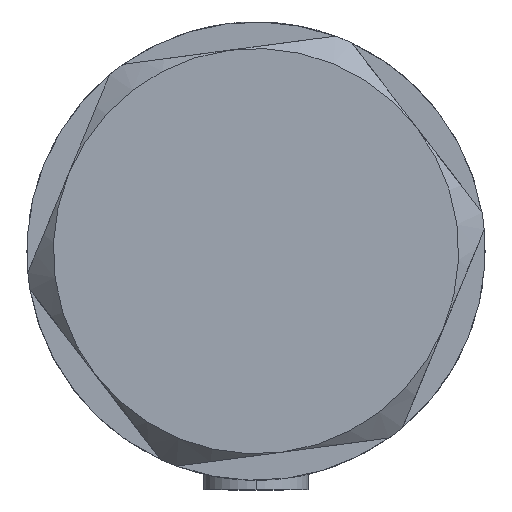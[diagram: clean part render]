
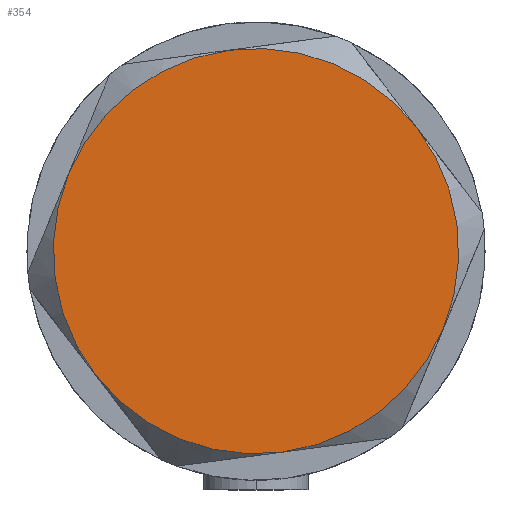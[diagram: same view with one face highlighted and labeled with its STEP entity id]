
A CAD part, left-side view. The second image highlights one B-rep face of the part: STEP entity #354.
In plain terms, the highlighted face is planar.
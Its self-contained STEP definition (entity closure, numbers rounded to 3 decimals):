
#192 = DIRECTION ( 'NONE',  ( 0., 0., 1. ) ) ;
#233 = DIRECTION ( 'NONE',  ( 0., 0., 1. ) ) ;
#354 = ADVANCED_FACE ( 'NONE', ( #1098 ), #4328, .T. ) ;
#477 = ORIENTED_EDGE ( 'NONE', *, *, #3294, .T. ) ;
#571 = VERTEX_POINT ( 'NONE', #4426 ) ;
#607 = EDGE_CURVE ( 'NONE', #3529, #4446, #1039, .T. ) ;
#651 = CARTESIAN_POINT ( 'NONE',  ( 0., 0., 9. ) ) ;
#865 = ORIENTED_EDGE ( 'NONE', *, *, #1945, .T. ) ;
#871 = DIRECTION ( 'NONE',  ( 0., 0., 1. ) ) ;
#951 = EDGE_CURVE ( 'NONE', #4446, #2517, #3701, .T. ) ;
#1007 = DIRECTION ( 'NONE',  ( 1., 0., 0. ) ) ;
#1039 = CIRCLE ( 'NONE', #4627, 23. ) ;
#1098 = FACE_OUTER_BOUND ( 'NONE', #1452, .T. ) ;
#1264 = DIRECTION ( 'NONE',  ( 1., 0., 0. ) ) ;
#1288 = CARTESIAN_POINT ( 'NONE',  ( 0., 0., 9. ) ) ;
#1386 = AXIS2_PLACEMENT_3D ( 'NONE', #4445, #871, #4822 ) ;
#1448 = ORIENTED_EDGE ( 'NONE', *, *, #607, .T. ) ;
#1452 = EDGE_LOOP ( 'NONE', ( #1448, #1463, #2166, #865, #477, #4415 ) ) ;
#1460 = CARTESIAN_POINT ( 'NONE',  ( -23., 0., 9. ) ) ;
#1463 = ORIENTED_EDGE ( 'NONE', *, *, #951, .T. ) ;
#1570 = VERTEX_POINT ( 'NONE', #1460 ) ;
#1654 = VERTEX_POINT ( 'NONE', #3350 ) ;
#1853 = EDGE_CURVE ( 'NONE', #2517, #1654, #3207, .T. ) ;
#1926 = DIRECTION ( 'NONE',  ( 1., 0., 0. ) ) ;
#1945 = EDGE_CURVE ( 'NONE', #1654, #1570, #4973, .T. ) ;
#1954 = AXIS2_PLACEMENT_3D ( 'NONE', #2501, #2409, #1264 ) ;
#2117 = CARTESIAN_POINT ( 'NONE',  ( 0., 0., 9. ) ) ;
#2166 = ORIENTED_EDGE ( 'NONE', *, *, #1853, .T. ) ;
#2221 = CIRCLE ( 'NONE', #3983, 23. ) ;
#2227 = AXIS2_PLACEMENT_3D ( 'NONE', #3806, #4925, #1007 ) ;
#2264 = DIRECTION ( 'NONE',  ( 0., 0., 1. ) ) ;
#2409 = DIRECTION ( 'NONE',  ( 0., 0., 1. ) ) ;
#2501 = CARTESIAN_POINT ( 'NONE',  ( 0., 0., 9. ) ) ;
#2517 = VERTEX_POINT ( 'NONE', #3895 ) ;
#2708 = AXIS2_PLACEMENT_3D ( 'NONE', #1288, #3605, #4397 ) ;
#3021 = DIRECTION ( 'NONE',  ( 1., 0., 0. ) ) ;
#3207 = CIRCLE ( 'NONE', #1386, 23. ) ;
#3294 = EDGE_CURVE ( 'NONE', #1570, #571, #2221, .T. ) ;
#3350 = CARTESIAN_POINT ( 'NONE',  ( -11.5, 19.919, 9. ) ) ;
#3362 = AXIS2_PLACEMENT_3D ( 'NONE', #3819, #2264, #1926 ) ;
#3481 = CIRCLE ( 'NONE', #2227, 23. ) ;
#3529 = VERTEX_POINT ( 'NONE', #4293 ) ;
#3605 = DIRECTION ( 'NONE',  ( 0., 0., 1. ) ) ;
#3701 = CIRCLE ( 'NONE', #1954, 23. ) ;
#3711 = CARTESIAN_POINT ( 'NONE',  ( 23., 0., 9. ) ) ;
#3806 = CARTESIAN_POINT ( 'NONE',  ( 0., 0., 9. ) ) ;
#3819 = CARTESIAN_POINT ( 'NONE',  ( 0., 0., 9. ) ) ;
#3895 = CARTESIAN_POINT ( 'NONE',  ( 11.5, 19.919, 9. ) ) ;
#3983 = AXIS2_PLACEMENT_3D ( 'NONE', #651, #233, #3021 ) ;
#4009 = EDGE_CURVE ( 'NONE', #571, #3529, #3481, .T. ) ;
#4293 = CARTESIAN_POINT ( 'NONE',  ( 11.5, -19.919, 9. ) ) ;
#4328 = PLANE ( 'NONE',  #3362 ) ;
#4397 = DIRECTION ( 'NONE',  ( 1., 0., 0. ) ) ;
#4415 = ORIENTED_EDGE ( 'NONE', *, *, #4009, .T. ) ;
#4426 = CARTESIAN_POINT ( 'NONE',  ( -11.5, -19.919, 9. ) ) ;
#4445 = CARTESIAN_POINT ( 'NONE',  ( 0., 0., 9. ) ) ;
#4446 = VERTEX_POINT ( 'NONE', #3711 ) ;
#4627 = AXIS2_PLACEMENT_3D ( 'NONE', #2117, #192, #4870 ) ;
#4822 = DIRECTION ( 'NONE',  ( 1., 0., 0. ) ) ;
#4870 = DIRECTION ( 'NONE',  ( 1., 0., 0. ) ) ;
#4925 = DIRECTION ( 'NONE',  ( 0., 0., 1. ) ) ;
#4973 = CIRCLE ( 'NONE', #2708, 23. ) ;
